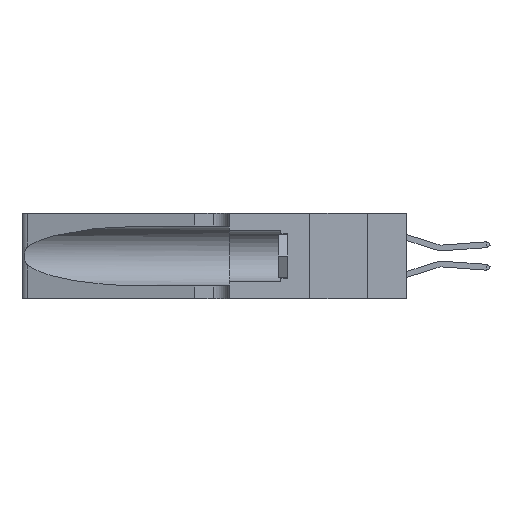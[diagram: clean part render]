
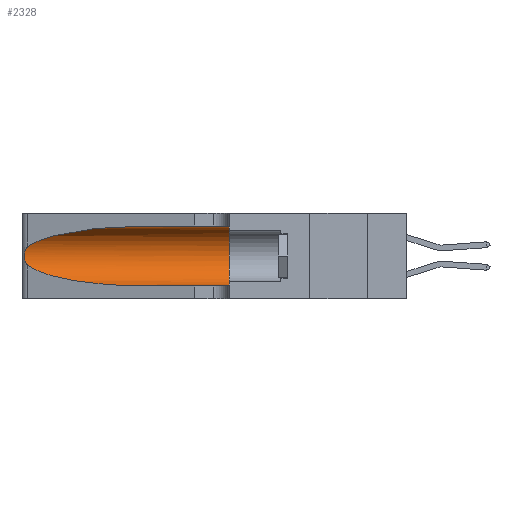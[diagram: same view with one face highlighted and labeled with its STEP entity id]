
A CAD part, left-side view. The second image highlights one B-rep face of the part: STEP entity #2328.
In plain terms, the highlighted cylindrical face has radius 3.308 mm (diameter 6.617 mm), a partial arc.
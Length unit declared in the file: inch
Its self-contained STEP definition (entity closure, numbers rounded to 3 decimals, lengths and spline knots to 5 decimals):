
#33 = LINE ( 'NONE', #22893, #17582 ) ;
#512 = DIRECTION ( 'NONE',  ( 0., 1., 0. ) ) ;
#801 = CARTESIAN_POINT ( 'NONE',  ( 0.25487, 1.22718, 0.14631 ) ) ;
#1597 =( BOUNDED_CURVE ( )  B_SPLINE_CURVE ( 3, ( #26507, #5504, #5397, #22150 ),
 .UNSPECIFIED., .F., .F. ) 
 B_SPLINE_CURVE_WITH_KNOTS ( ( 4, 4 ),
 ( 3.44316, 4.71239 ),
 .UNSPECIFIED. ) 
 CURVE ( )  GEOMETRIC_REPRESENTATION_ITEM ( )  RATIONAL_B_SPLINE_CURVE ( ( 1., 0.87, 0.87, 1. ) ) 
 REPRESENTATION_ITEM ( '' )  );
#1987 = FACE_OUTER_BOUND ( 'NONE', #18496, .T. ) ;
#2264 = EDGE_CURVE ( 'NONE', #6634, #13665, #16965, .T. ) ;
#2328 = ADVANCED_FACE ( 'NONE', ( #1987 ), #14357, .F. ) ;
#2389 = VERTEX_POINT ( 'NONE', #15138 ) ;
#3199 = CARTESIAN_POINT ( 'NONE',  ( 0.1305, 0.72297, 0.31525 ) ) ;
#3617 = CARTESIAN_POINT ( 'NONE',  ( 0.25787, 1.23484, 0.2124 ) ) ;
#3722 = CARTESIAN_POINT ( 'NONE',  ( 0.25555, 1.22994, 0.2215 ) ) ;
#4344 = VERTEX_POINT ( 'NONE', #801 ) ;
#4464 = EDGE_CURVE ( 'NONE', #25598, #15645, #33, .T. ) ;
#4778 = CIRCLE ( 'NONE', #26235, 0.13025 ) ;
#5397 = CARTESIAN_POINT ( 'NONE',  ( 0.18966, 0.96281, 0.05475 ) ) ;
#5504 = CARTESIAN_POINT ( 'NONE',  ( 0.2373, 1.15595, 0.08982 ) ) ;
#5816 = B_SPLINE_CURVE_WITH_KNOTS ( 'NONE', 3,
 ( #27763, #3722, #13581, #3617, #20687, #6247, #20283, #15872, #15774, #6454, #22771, #8868, #6354, #18233 ),
 .UNSPECIFIED., .F., .F.,
 ( 4, 2, 2, 2, 2, 2, 4 ),
 ( 0., 0.00027, 0.00053, 0.00107, 0.0016, 0.00187, 0.00214 ),
 .UNSPECIFIED. ) ;
#6247 = CARTESIAN_POINT ( 'NONE',  ( 0.26018, 1.23835, 0.19895 ) ) ;
#6354 = CARTESIAN_POINT ( 'NONE',  ( 0.25555, 1.22993, 0.14849 ) ) ;
#6454 = CARTESIAN_POINT ( 'NONE',  ( 0.25856, 1.23593, 0.16098 ) ) ;
#6634 = VERTEX_POINT ( 'NONE', #10306 ) ;
#7648 = CARTESIAN_POINT ( 'NONE',  ( 0.1305, 0.35, 0.185 ) ) ;
#7977 = EDGE_CURVE ( 'NONE', #4344, #25598, #1597, .T. ) ;
#8240 = CARTESIAN_POINT ( 'NONE',  ( 0.18966, 0.96281, 0.31525 ) ) ;
#8351 = CARTESIAN_POINT ( 'NONE',  ( 0.25487, 1.22718, 0.22369 ) ) ;
#8868 = CARTESIAN_POINT ( 'NONE',  ( 0.25639, 1.23186, 0.15144 ) ) ;
#9718 = DIRECTION ( 'NONE',  ( 0., 0., -1. ) ) ;
#10306 = CARTESIAN_POINT ( 'NONE',  ( 0.1305, 0.72297, 0.31525 ) ) ;
#12311 = DIRECTION ( 'NONE',  ( 0., -1., 0. ) ) ;
#12842 = CARTESIAN_POINT ( 'NONE',  ( 0.2373, 1.15595, 0.28018 ) ) ;
#13581 = CARTESIAN_POINT ( 'NONE',  ( 0.25639, 1.23184, 0.21858 ) ) ;
#13665 = VERTEX_POINT ( 'NONE', #17458 ) ;
#14357 = CYLINDRICAL_SURFACE ( 'NONE', #19689, 0.13025 ) ;
#14937 = CARTESIAN_POINT ( 'NONE',  ( 0.1305, 1.61858, 0.31525 ) ) ;
#15138 = CARTESIAN_POINT ( 'NONE',  ( 0.25487, 1.22718, 0.22369 ) ) ;
#15417 = CARTESIAN_POINT ( 'NONE',  ( 0.1305, 0.72297, 0.05475 ) ) ;
#15645 = VERTEX_POINT ( 'NONE', #28712 ) ;
#15774 = CARTESIAN_POINT ( 'NONE',  ( 0.26017, 1.23833, 0.17102 ) ) ;
#15872 = CARTESIAN_POINT ( 'NONE',  ( 0.26075, 1.23896, 0.178 ) ) ;
#16965 = LINE ( 'NONE', #14937, #24717 ) ;
#17196 = DIRECTION ( 'NONE',  ( 0., -1., 0. ) ) ;
#17458 = CARTESIAN_POINT ( 'NONE',  ( 0.1305, 0.35, 0.31525 ) ) ;
#17582 = VECTOR ( 'NONE', #25270, 39.37008 ) ;
#18078 = ORIENTED_EDGE ( 'NONE', *, *, #4464, .T. ) ;
#18233 = CARTESIAN_POINT ( 'NONE',  ( 0.25487, 1.22718, 0.14631 ) ) ;
#18496 = EDGE_LOOP ( 'NONE', ( #20388, #19339, #21486, #18078, #18922, #19877 ) ) ;
#18922 = ORIENTED_EDGE ( 'NONE', *, *, #25422, .F. ) ;
#19339 = ORIENTED_EDGE ( 'NONE', *, *, #26302, .T. ) ;
#19689 = AXIS2_PLACEMENT_3D ( 'NONE', #23992, #17196, #9718 ) ;
#19877 = ORIENTED_EDGE ( 'NONE', *, *, #2264, .F. ) ;
#20283 = CARTESIAN_POINT ( 'NONE',  ( 0.26075, 1.23896, 0.19203 ) ) ;
#20388 = ORIENTED_EDGE ( 'NONE', *, *, #24365, .T. ) ;
#20497 =( BOUNDED_CURVE ( )  B_SPLINE_CURVE ( 3, ( #3199, #8240, #12842, #8351 ),
 .UNSPECIFIED., .F., .F. ) 
 B_SPLINE_CURVE_WITH_KNOTS ( ( 4, 4 ),
 ( 1.5708, 2.84003 ),
 .UNSPECIFIED. ) 
 CURVE ( )  GEOMETRIC_REPRESENTATION_ITEM ( )  RATIONAL_B_SPLINE_CURVE ( ( 1., 0.87, 0.87, 1. ) ) 
 REPRESENTATION_ITEM ( '' )  );
#20687 = CARTESIAN_POINT ( 'NONE',  ( 0.25854, 1.2359, 0.20912 ) ) ;
#21486 = ORIENTED_EDGE ( 'NONE', *, *, #7977, .T. ) ;
#22150 = CARTESIAN_POINT ( 'NONE',  ( 0.1305, 0.72297, 0.05475 ) ) ;
#22771 = CARTESIAN_POINT ( 'NONE',  ( 0.25789, 1.23486, 0.15765 ) ) ;
#22893 = CARTESIAN_POINT ( 'NONE',  ( 0.1305, 1.61858, 0.05475 ) ) ;
#23992 = CARTESIAN_POINT ( 'NONE',  ( 0.1305, 1.61858, 0.185 ) ) ;
#24365 = EDGE_CURVE ( 'NONE', #6634, #2389, #20497, .T. ) ;
#24717 = VECTOR ( 'NONE', #12311, 39.37008 ) ;
#25270 = DIRECTION ( 'NONE',  ( 0., -1., 0. ) ) ;
#25422 = EDGE_CURVE ( 'NONE', #13665, #15645, #4778, .T. ) ;
#25598 = VERTEX_POINT ( 'NONE', #15417 ) ;
#26235 = AXIS2_PLACEMENT_3D ( 'NONE', #7648, #512, #28678 ) ;
#26302 = EDGE_CURVE ( 'NONE', #2389, #4344, #5816, .T. ) ;
#26507 = CARTESIAN_POINT ( 'NONE',  ( 0.25487, 1.22718, 0.14631 ) ) ;
#27763 = CARTESIAN_POINT ( 'NONE',  ( 0.25487, 1.22718, 0.22369 ) ) ;
#28678 = DIRECTION ( 'NONE',  ( 0., 0., 1. ) ) ;
#28712 = CARTESIAN_POINT ( 'NONE',  ( 0.1305, 0.35, 0.05475 ) ) ;
